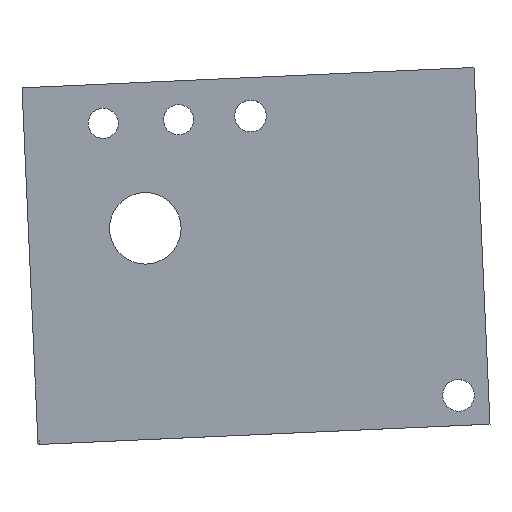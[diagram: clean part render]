
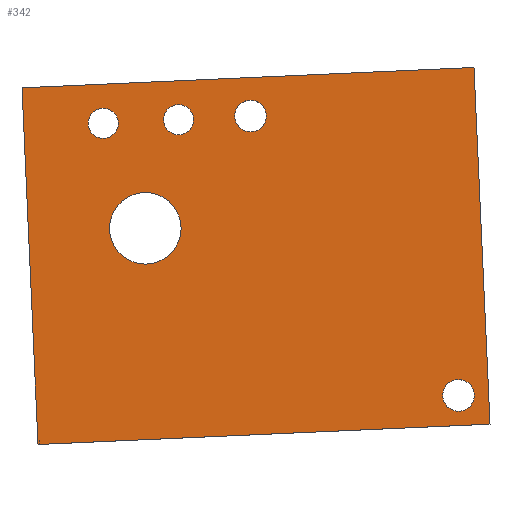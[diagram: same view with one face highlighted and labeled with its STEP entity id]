
A CAD part, top view. The second image highlights one B-rep face of the part: STEP entity #342.
In plain terms, the highlighted planar face has unit normal (0, 0, 1).
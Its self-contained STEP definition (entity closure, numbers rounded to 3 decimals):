
#23=FACE_BOUND('',#72,.T.);
#24=FACE_BOUND('',#73,.T.);
#25=FACE_BOUND('',#74,.T.);
#26=FACE_BOUND('',#75,.T.);
#27=FACE_BOUND('',#76,.T.);
#35=PLANE('',#391);
#49=FACE_OUTER_BOUND('',#71,.T.);
#71=EDGE_LOOP('',(#287,#288,#289,#290,#291,#292,#293,#294,#295,#296));
#72=EDGE_LOOP('',(#297));
#73=EDGE_LOOP('',(#298));
#74=EDGE_LOOP('',(#299));
#75=EDGE_LOOP('',(#300));
#76=EDGE_LOOP('',(#301));
#85=LINE('',#510,#118);
#92=LINE('',#524,#125);
#95=LINE('',#530,#128);
#103=LINE('',#553,#136);
#104=LINE('',#557,#137);
#107=LINE('',#561,#140);
#109=LINE('',#568,#142);
#110=LINE('',#570,#143);
#111=LINE('',#572,#144);
#118=VECTOR('',#419,10.);
#125=VECTOR('',#428,10.);
#128=VECTOR('',#433,10.);
#136=VECTOR('',#453,10.);
#137=VECTOR('',#456,10.);
#140=VECTOR('',#461,10.);
#142=VECTOR('',#469,10.);
#143=VECTOR('',#470,10.);
#144=VECTOR('',#473,10.);
#150=CIRCLE('',#374,2.1);
#152=CIRCLE('',#377,2.1);
#157=CIRCLE('',#390,4.75);
#158=CIRCLE('',#392,1.);
#159=CIRCLE('',#393,2.);
#160=CIRCLE('',#394,2.);
#162=VERTEX_POINT('',#498);
#164=VERTEX_POINT('',#504);
#165=VERTEX_POINT('',#508);
#166=VERTEX_POINT('',#509);
#170=VERTEX_POINT('',#518);
#172=VERTEX_POINT('',#522);
#174=VERTEX_POINT('',#528);
#183=VERTEX_POINT('',#551);
#184=VERTEX_POINT('',#555);
#185=VERTEX_POINT('',#556);
#186=VERTEX_POINT('',#563);
#187=VERTEX_POINT('',#567);
#188=VERTEX_POINT('',#569);
#189=VERTEX_POINT('',#573);
#190=VERTEX_POINT('',#575);
#193=EDGE_CURVE('',#162,#162,#150,.T.);
#196=EDGE_CURVE('',#164,#164,#152,.T.);
#197=EDGE_CURVE('',#165,#166,#85,.T.);
#204=EDGE_CURVE('',#170,#172,#92,.T.);
#207=EDGE_CURVE('',#174,#166,#95,.T.);
#219=EDGE_CURVE('',#183,#172,#103,.T.);
#220=EDGE_CURVE('',#184,#185,#104,.T.);
#223=EDGE_CURVE('',#185,#183,#107,.T.);
#224=EDGE_CURVE('',#186,#186,#157,.T.);
#226=EDGE_CURVE('',#187,#174,#109,.T.);
#227=EDGE_CURVE('',#188,#187,#110,.T.);
#228=EDGE_CURVE('',#170,#188,#158,.T.);
#229=EDGE_CURVE('',#184,#165,#111,.T.);
#230=EDGE_CURVE('',#189,#189,#159,.T.);
#231=EDGE_CURVE('',#190,#190,#160,.T.);
#287=ORIENTED_EDGE('',*,*,#197,.T.);
#288=ORIENTED_EDGE('',*,*,#207,.F.);
#289=ORIENTED_EDGE('',*,*,#226,.F.);
#290=ORIENTED_EDGE('',*,*,#227,.F.);
#291=ORIENTED_EDGE('',*,*,#228,.F.);
#292=ORIENTED_EDGE('',*,*,#204,.T.);
#293=ORIENTED_EDGE('',*,*,#219,.F.);
#294=ORIENTED_EDGE('',*,*,#223,.F.);
#295=ORIENTED_EDGE('',*,*,#220,.F.);
#296=ORIENTED_EDGE('',*,*,#229,.T.);
#297=ORIENTED_EDGE('',*,*,#193,.T.);
#298=ORIENTED_EDGE('',*,*,#196,.T.);
#299=ORIENTED_EDGE('',*,*,#224,.T.);
#300=ORIENTED_EDGE('',*,*,#230,.F.);
#301=ORIENTED_EDGE('',*,*,#231,.F.);
#342=ADVANCED_FACE('',(#49,#23,#24,#25,#26,#27),#35,.F.);
#374=AXIS2_PLACEMENT_3D('',#500,#408,#409);
#377=AXIS2_PLACEMENT_3D('',#506,#415,#416);
#390=AXIS2_PLACEMENT_3D('',#564,#464,#465);
#391=AXIS2_PLACEMENT_3D('',#566,#467,#468);
#392=AXIS2_PLACEMENT_3D('',#571,#471,#472);
#393=AXIS2_PLACEMENT_3D('',#574,#474,#475);
#394=AXIS2_PLACEMENT_3D('',#576,#476,#477);
#408=DIRECTION('center_axis',(0.,0.,-1.));
#409=DIRECTION('ref_axis',(-0.999,-0.045,0.));
#415=DIRECTION('center_axis',(0.,0.,-1.));
#416=DIRECTION('ref_axis',(-0.999,-0.045,0.));
#419=DIRECTION('',(-0.045,0.999,0.));
#428=DIRECTION('',(0.045,-0.999,0.));
#433=DIRECTION('',(0.045,-0.999,0.));
#453=DIRECTION('',(-0.999,-0.045,0.));
#456=DIRECTION('',(-0.068,0.998,0.));
#461=DIRECTION('',(0.045,-0.999,0.));
#464=DIRECTION('center_axis',(0.,0.,-1.));
#465=DIRECTION('ref_axis',(1.,0.,0.));
#467=DIRECTION('center_axis',(0.,0.,-1.));
#468=DIRECTION('ref_axis',(-1.,0.,0.));
#469=DIRECTION('',(0.999,0.045,0.));
#470=DIRECTION('',(-0.045,0.999,0.));
#471=DIRECTION('center_axis',(0.,0.,1.));
#472=DIRECTION('ref_axis',(0.738,-0.675,0.));
#473=DIRECTION('',(0.999,0.045,0.));
#474=DIRECTION('center_axis',(0.,0.,1.));
#475=DIRECTION('ref_axis',(1.,0.,0.));
#476=DIRECTION('center_axis',(0.,0.,1.));
#477=DIRECTION('ref_axis',(1.,0.,0.));
#498=CARTESIAN_POINT('',(36.901,-22.818,3.2));
#500=CARTESIAN_POINT('Origin',(34.803,-22.912,3.2));
#504=CARTESIAN_POINT('',(9.319,14.234,3.2));
#506=CARTESIAN_POINT('Origin',(7.221,14.139,3.2));
#508=CARTESIAN_POINT('',(38.977,-26.728,3.2));
#509=CARTESIAN_POINT('',(38.235,-10.196,3.2));
#510=CARTESIAN_POINT('',(38.081,-6.767,3.2));
#518=CARTESIAN_POINT('',(-21.454,-18.457,3.2));
#522=CARTESIAN_POINT('',(-20.962,-29.419,3.2));
#524=CARTESIAN_POINT('',(-21.487,-17.724,3.2));
#528=CARTESIAN_POINT('',(36.852,20.575,3.2));
#530=CARTESIAN_POINT('',(38.008,-5.151,3.2));
#551=CARTESIAN_POINT('',(-20.787,-29.411,3.2));
#553=CARTESIAN_POINT('',(-10.234,-28.938,3.2));
#555=CARTESIAN_POINT('',(-20.776,-29.411,3.2));
#556=CARTESIAN_POINT('',(-20.809,-28.916,3.2));
#557=CARTESIAN_POINT('',(-21.949,-12.221,3.2));
#561=CARTESIAN_POINT('',(-21.575,-11.831,3.2));
#563=CARTESIAN_POINT('',(-11.484,-0.754,3.2));
#564=CARTESIAN_POINT('Origin',(-6.734,-0.754,3.2));
#566=CARTESIAN_POINT('Origin',(8.872,-4.642,3.2));
#567=CARTESIAN_POINT('',(-23.087,17.881,3.2));
#568=CARTESIAN_POINT('',(-23.087,17.881,3.2));
#569=CARTESIAN_POINT('',(-21.455,-18.43,3.2));
#570=CARTESIAN_POINT('',(-21.455,-18.43,3.2));
#571=CARTESIAN_POINT('Origin',(-22.454,-18.475,3.2));
#572=CARTESIAN_POINT('',(9.559,-28.049,3.2));
#573=CARTESIAN_POINT('',(-4.327,13.661,3.2));
#574=CARTESIAN_POINT('Origin',(-2.327,13.661,3.2));
#575=CARTESIAN_POINT('',(-14.315,13.16,3.2));
#576=CARTESIAN_POINT('Origin',(-12.315,13.16,3.2));
